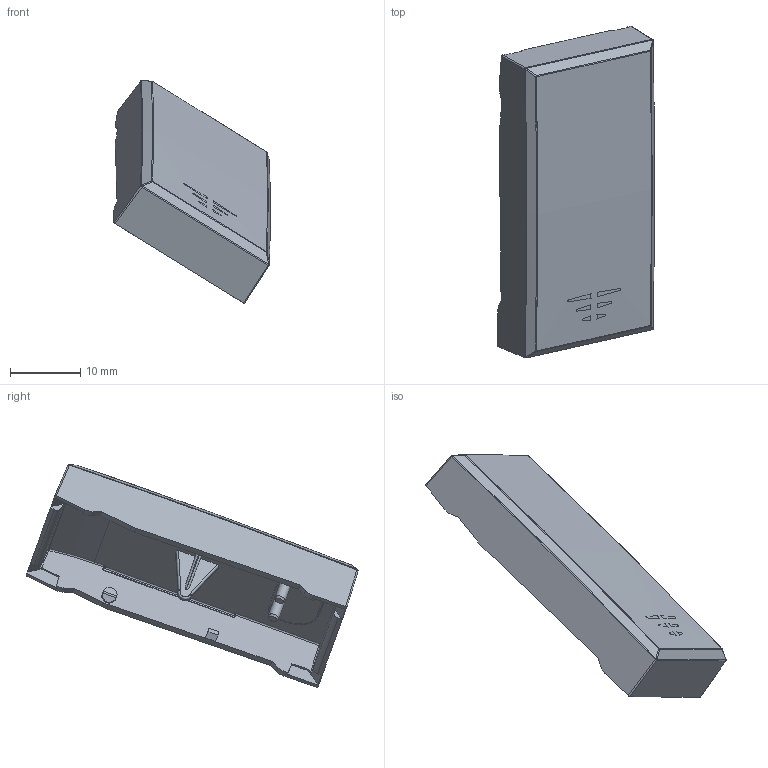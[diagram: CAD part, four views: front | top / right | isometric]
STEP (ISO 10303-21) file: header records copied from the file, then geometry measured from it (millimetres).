
FILE_DESCRIPTION(('CATIA V5 STEP Exchange'),'2;1');
FILE_NAME('442TGP-W.stp','2024-03-07T12:59:53+00:00',('none'),('none'),'CATIA Version 5-6 Release 2016 SP6','CATIA V5 STEP AP203','none');
FILE_SCHEMA(('CONFIG_CONTROL_DESIGN'));
Length unit declared in the file: millimetre
Products named in the file (1): 44XTGP-W
Assembly tree (1 placements, depth 2):
  44XTGP-W
    #57
Bounding box: 22.34 x 47.25 x 31.73 mm (x, y, z)
Volume: 2637.8 mm3; surface area: 3956 mm2
Topology: 2 solids, 2 shells, 328 faces, 858 edges, 520 vertices
Faces by surface type: plane 108, bspline 96, cylinder 92, sphere 22, cone 8, torus 2
Entity records: 17111 total; most frequent: CARTESIAN_POINT 10414, ORIENTED_EDGE 1672, EDGE_CURVE 836, DIRECTION 825, VERTEX_POINT 520, B_SPLINE_CURVE_WITH_KNOTS 387, EDGE_LOOP 348, VECTOR 339
